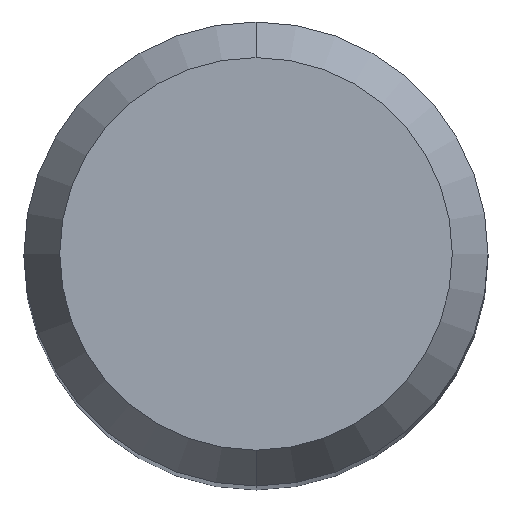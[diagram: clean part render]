
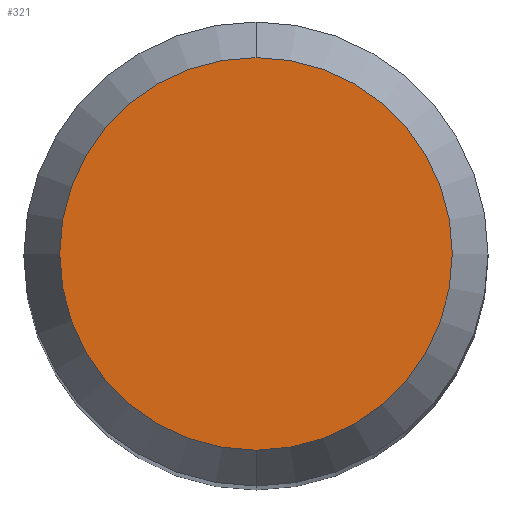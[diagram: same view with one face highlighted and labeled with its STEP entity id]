
A CAD part, top view. The second image highlights one B-rep face of the part: STEP entity #321.
In plain terms, the highlighted planar face has unit normal (0, 0, 1).
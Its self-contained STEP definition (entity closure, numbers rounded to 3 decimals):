
#167=VERTEX_POINT('',#442);
#195=EDGE_CURVE('',#273,#167,#471,.T.);
#273=VERTEX_POINT('',#557);
#321=ADVANCED_FACE('',(#610),#611,.T.);
#415=EDGE_CURVE('',#167,#273,#716,.T.);
#442=CARTESIAN_POINT('',(0.0,2.538,29.359));
#471=CIRCLE('',#806,2.538);
#557=CARTESIAN_POINT('',(0.,-2.538,29.359));
#610=FACE_OUTER_BOUND('',#1091,.T.);
#611=PLANE('',#1092);
#716=CIRCLE('',#1337,2.538);
#806=AXIS2_PLACEMENT_3D('',#1363,#1364,#1365);
#1091=EDGE_LOOP('',(#1513,#1514));
#1092=AXIS2_PLACEMENT_3D('',#1515,#1516,#1517);
#1337=AXIS2_PLACEMENT_3D('',#1648,#1649,#1650);
#1363=CARTESIAN_POINT('',(0.0,0.0,29.359));
#1364=DIRECTION('',(0.0,0.0,-1.0));
#1365=DIRECTION('',(0.0,1.0,0.0));
#1513=ORIENTED_EDGE('',*,*,#415,.F.);
#1514=ORIENTED_EDGE('',*,*,#195,.F.);
#1515=CARTESIAN_POINT('',(0.0,1.269,29.359));
#1516=DIRECTION('',(-0.0,0.0,1.0));
#1517=DIRECTION('',(0.0,-1.0,0.0));
#1648=CARTESIAN_POINT('',(0.0,0.0,29.359));
#1649=DIRECTION('',(0.0,0.0,-1.0));
#1650=DIRECTION('',(0.0,1.0,0.0));
